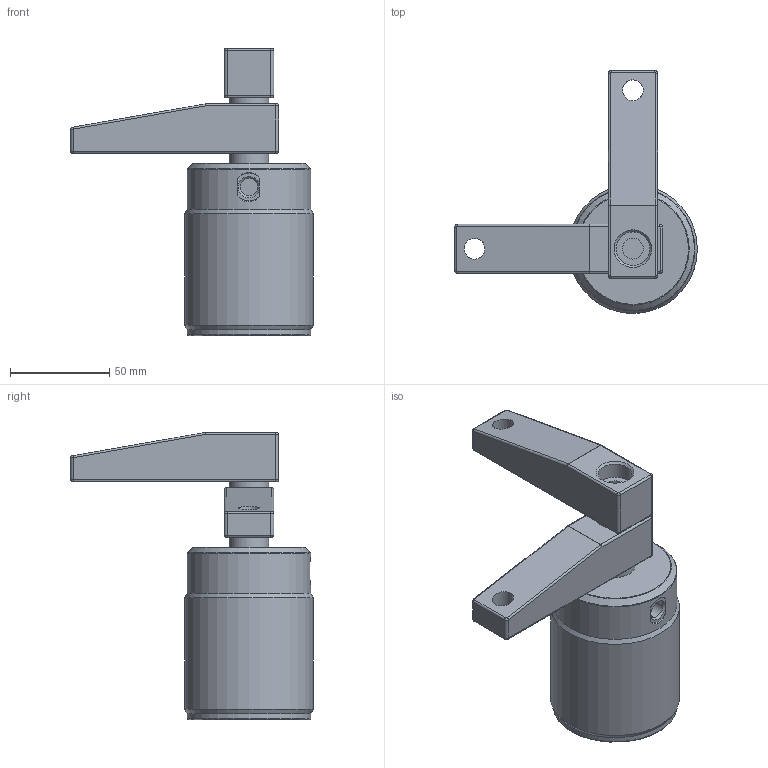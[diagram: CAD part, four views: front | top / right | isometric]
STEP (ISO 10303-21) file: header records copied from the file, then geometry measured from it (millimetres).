
FILE_DESCRIPTION(/* description */ (''),/* implementation_level */ '2;1');
FILE_NAME(/* name */ 'SCT-50(CF)',/* time_stamp */ '2009-06-29T08:26:35+08:00',/* author */ (''),/* organization */ (''),/* preprocessor_version */ 'ST-DEVELOPER v9',/* originating_system */ 'EDS PLM SOLUTIONS - UNIGRAPHICS NX 2.0',/* authorisation */ '');
FILE_SCHEMA (('AUTOMOTIVE_DESIGN { 1 0 10303 214 0 1 1 1 }'));
Length unit declared in the file: millimetre
Products named in the file (1): thorCB18z53z
Bounding box: 122.5 x 122.5 x 145 mm (x, y, z)
Volume: 391934.8 mm3; surface area: 50122.5 mm2
Topology: 3 solids, 3 shells, 98 faces, 210 edges, 121 vertices
Faces by surface type: cylinder 43, plane 23, bspline 16, cone 9, sphere 4, torus 3
Full cylindrical faces by diameter (mm): 8.7 x2, 10.5 x4, 17 x2, 20 x2, 62.5 x2, 65 x1
Entity records: 2648 total; most frequent: CARTESIAN_POINT 623, DIRECTION 452, ORIENTED_EDGE 352, AXIS2_PLACEMENT_3D 195, EDGE_CURVE 176, EDGE_LOOP 136, VERTEX_POINT 114, CIRCLE 102
